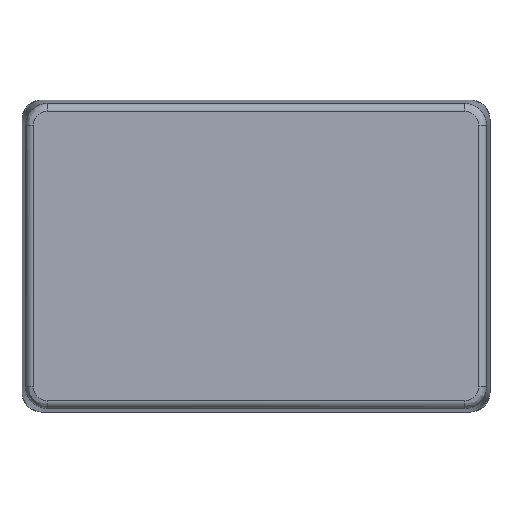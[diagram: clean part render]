
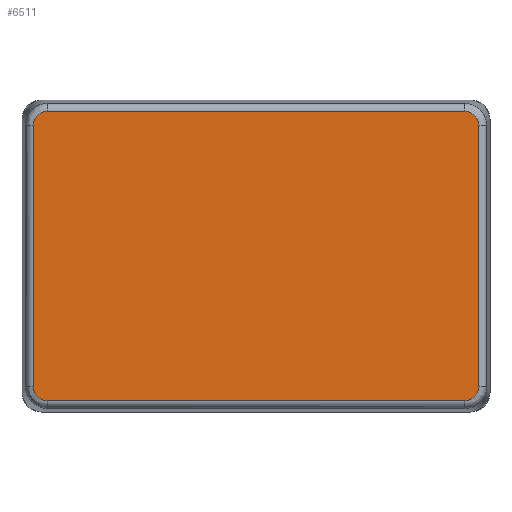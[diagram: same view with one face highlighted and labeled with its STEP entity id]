
A CAD part, front view. The second image highlights one B-rep face of the part: STEP entity #6511.
In plain terms, the highlighted face is planar.
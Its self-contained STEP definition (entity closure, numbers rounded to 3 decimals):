
#357=ELLIPSE('',#6896,3.501,3.5);
#358=ELLIPSE('',#6897,3.501,3.5);
#359=ELLIPSE('',#6898,3.501,3.5);
#360=ELLIPSE('',#6899,3.501,3.5);
#913=FACE_OUTER_BOUND('',#1315,.T.);
#1315=EDGE_LOOP('',(#5385,#5386,#5387,#5388,#5389,#5390,#5391,#5392));
#1875=LINE('',#11275,#2446);
#1876=LINE('',#11279,#2447);
#1877=LINE('',#11283,#2448);
#1878=LINE('',#11287,#2449);
#2446=VECTOR('',#8051,107.15);
#2447=VECTOR('',#8054,67.15);
#2448=VECTOR('',#8057,107.15);
#2449=VECTOR('',#8060,67.15);
#3020=VERTEX_POINT('',#11273);
#3021=VERTEX_POINT('',#11274);
#3022=VERTEX_POINT('',#11276);
#3023=VERTEX_POINT('',#11278);
#3024=VERTEX_POINT('',#11280);
#3025=VERTEX_POINT('',#11282);
#3026=VERTEX_POINT('',#11284);
#3027=VERTEX_POINT('',#11286);
#3850=EDGE_CURVE('',#3020,#3021,#1875,.T.);
#3851=EDGE_CURVE('',#3022,#3020,#357,.T.);
#3852=EDGE_CURVE('',#3023,#3022,#1876,.T.);
#3853=EDGE_CURVE('',#3024,#3023,#358,.T.);
#3854=EDGE_CURVE('',#3025,#3024,#1877,.T.);
#3855=EDGE_CURVE('',#3026,#3025,#359,.T.);
#3856=EDGE_CURVE('',#3027,#3026,#1878,.T.);
#3857=EDGE_CURVE('',#3021,#3027,#360,.T.);
#5385=ORIENTED_EDGE('',*,*,#3850,.F.);
#5386=ORIENTED_EDGE('',*,*,#3851,.F.);
#5387=ORIENTED_EDGE('',*,*,#3852,.F.);
#5388=ORIENTED_EDGE('',*,*,#3853,.F.);
#5389=ORIENTED_EDGE('',*,*,#3854,.F.);
#5390=ORIENTED_EDGE('',*,*,#3855,.F.);
#5391=ORIENTED_EDGE('',*,*,#3856,.F.);
#5392=ORIENTED_EDGE('',*,*,#3857,.F.);
#6217=PLANE('',#6895);
#6511=ADVANCED_FACE('',(#913),#6217,.F.);
#6895=AXIS2_PLACEMENT_3D('',#11272,#8049,#8050);
#6896=AXIS2_PLACEMENT_3D('',#11277,#8052,#8053);
#6897=AXIS2_PLACEMENT_3D('',#11281,#8055,#8056);
#6898=AXIS2_PLACEMENT_3D('',#11285,#8058,#8059);
#6899=AXIS2_PLACEMENT_3D('',#11288,#8061,#8062);
#8049=DIRECTION('center_axis',(0.,0.,1.));
#8050=DIRECTION('ref_axis',(1.,0.,0.));
#8051=DIRECTION('',(-1.,0.,0.));
#8052=DIRECTION('center_axis',(0.,0.,1.));
#8053=DIRECTION('ref_axis',(0.707,0.707,0.));
#8054=DIRECTION('',(0.,1.,0.));
#8055=DIRECTION('center_axis',(0.,0.,1.));
#8056=DIRECTION('ref_axis',(0.707,-0.707,0.));
#8057=DIRECTION('',(1.,0.,0.));
#8058=DIRECTION('center_axis',(0.,0.,1.));
#8059=DIRECTION('ref_axis',(-0.707,-0.707,0.));
#8060=DIRECTION('',(0.,-1.,0.));
#8061=DIRECTION('center_axis',(0.,0.,1.));
#8062=DIRECTION('ref_axis',(-0.707,0.707,0.));
#11272=CARTESIAN_POINT('Origin',(0.,0.,-55.));
#11273=CARTESIAN_POINT('',(53.575,37.075,-55.));
#11274=CARTESIAN_POINT('',(-53.575,37.075,-55.));
#11275=CARTESIAN_POINT('',(30.,37.075,-55.));
#11276=CARTESIAN_POINT('',(57.075,33.575,-55.));
#11277=CARTESIAN_POINT('Origin',(53.574,33.574,-55.));
#11278=CARTESIAN_POINT('',(57.075,-33.575,-55.));
#11279=CARTESIAN_POINT('',(57.075,-20.,-55.));
#11280=CARTESIAN_POINT('',(53.575,-37.075,-55.));
#11281=CARTESIAN_POINT('Origin',(53.574,-33.574,-55.));
#11282=CARTESIAN_POINT('',(-53.575,-37.075,-55.));
#11283=CARTESIAN_POINT('',(0.,-37.075,-55.));
#11284=CARTESIAN_POINT('',(-57.075,-33.575,-55.));
#11285=CARTESIAN_POINT('Origin',(-53.574,-33.574,-55.));
#11286=CARTESIAN_POINT('',(-57.075,33.575,-55.));
#11287=CARTESIAN_POINT('',(-57.075,0.,-55.));
#11288=CARTESIAN_POINT('Origin',(-53.574,33.574,-55.));
